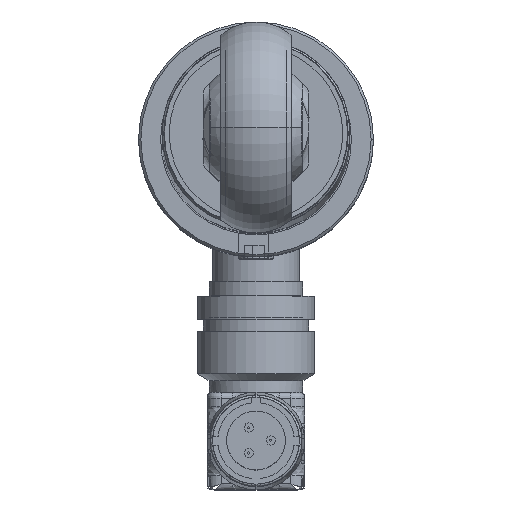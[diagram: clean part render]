
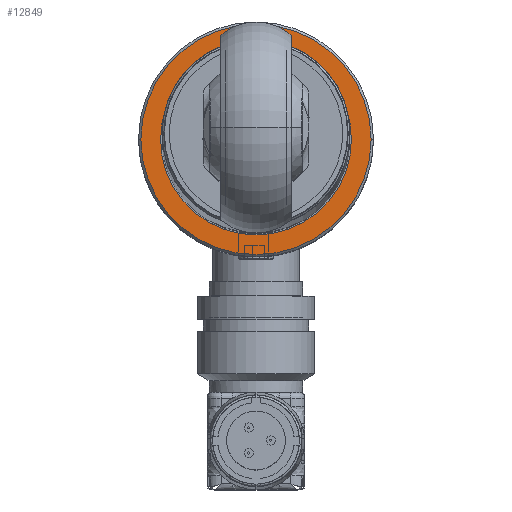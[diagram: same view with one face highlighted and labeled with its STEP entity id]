
A CAD part, top view. The second image highlights one B-rep face of the part: STEP entity #12849.
In plain terms, the highlighted planar face has unit normal (0, 0, 1).
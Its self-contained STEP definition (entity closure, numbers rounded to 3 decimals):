
#4139 = CARTESIAN_POINT ( 'NONE',  ( -8.125, 0., -292.2 ) ) ;
#4149 = CARTESIAN_POINT ( 'NONE',  ( -9.8, 0., -292.2 ) ) ;
#4178 = CARTESIAN_POINT ( 'NONE',  ( 8.125, 0., -292.2 ) ) ;
#4229 = CARTESIAN_POINT ( 'NONE',  ( 9.8, 0., -292.2 ) ) ;
#4412 = DIRECTION ( 'NONE',  ( 0., 0., 1. ) ) ;
#4414 = CARTESIAN_POINT ( 'NONE',  ( 0., 0., -292.2 ) ) ;
#4420 = CIRCLE ( 'NONE', #4463, 9.8 ) ;
#4451 = DIRECTION ( 'NONE',  ( -1., 0., 0. ) ) ;
#4463 = AXIS2_PLACEMENT_3D ( 'NONE', #4414, #4412, #4451 ) ;
#5063 = AXIS2_PLACEMENT_3D ( 'NONE', #5103, #5140, #5139 ) ;
#5089 = CIRCLE ( 'NONE', #5063, 8.125 ) ;
#5103 = CARTESIAN_POINT ( 'NONE',  ( 0., 0., -292.2 ) ) ;
#5139 = DIRECTION ( 'NONE',  ( -1., 0., 0. ) ) ;
#5140 = DIRECTION ( 'NONE',  ( 0., 0., 1. ) ) ;
#5144 = FACE_OUTER_BOUND ( 'NONE', #12650, .T. ) ;
#5179 = PLANE ( 'NONE',  #5182 ) ;
#5182 = AXIS2_PLACEMENT_3D ( 'NONE', #5221, #5219, #5218 ) ;
#5190 = FACE_BOUND ( 'NONE', #12873, .T. ) ;
#5218 = DIRECTION ( 'NONE',  ( -1., 0., 0. ) ) ;
#5219 = DIRECTION ( 'NONE',  ( 0., 0., 1. ) ) ;
#5221 = CARTESIAN_POINT ( 'NONE',  ( 0., 0., -292.2 ) ) ;
#5265 = DIRECTION ( 'NONE',  ( -1., 0., 0. ) ) ;
#5266 = DIRECTION ( 'NONE',  ( 0., 0., 1. ) ) ;
#5267 = CARTESIAN_POINT ( 'NONE',  ( 0., 0., -292.2 ) ) ;
#5283 = AXIS2_PLACEMENT_3D ( 'NONE', #5267, #5266, #5265 ) ;
#5291 = CIRCLE ( 'NONE', #5283, 9.8 ) ;
#5564 = CIRCLE ( 'NONE', #5589, 8.125 ) ;
#5589 = AXIS2_PLACEMENT_3D ( 'NONE', #5632, #5631, #5630 ) ;
#5630 = DIRECTION ( 'NONE',  ( -1., 0., 0. ) ) ;
#5631 = DIRECTION ( 'NONE',  ( 0., 0., 1. ) ) ;
#5632 = CARTESIAN_POINT ( 'NONE',  ( 0., 0., -292.2 ) ) ;
#12563 = VERTEX_POINT ( 'NONE', #4149 ) ;
#12579 = VERTEX_POINT ( 'NONE', #4139 ) ;
#12587 = VERTEX_POINT ( 'NONE', #4178 ) ;
#12623 = VERTEX_POINT ( 'NONE', #4229 ) ;
#12650 = EDGE_LOOP ( 'NONE', ( #12825, #12850 ) ) ;
#12677 = EDGE_CURVE ( 'NONE', #12563, #12623, #4420, .T. ) ;
#12825 = ORIENTED_EDGE ( 'NONE', *, *, #12875, .T. ) ;
#12837 = ORIENTED_EDGE ( 'NONE', *, *, #12838, .F. ) ;
#12838 = EDGE_CURVE ( 'NONE', #12579, #12587, #5089, .T. ) ;
#12849 = ADVANCED_FACE ( 'NONE', ( #5144, #5190 ), #5179, .T. ) ;
#12850 = ORIENTED_EDGE ( 'NONE', *, *, #12677, .T. ) ;
#12873 = EDGE_LOOP ( 'NONE', ( #12837, #13096 ) ) ;
#12875 = EDGE_CURVE ( 'NONE', #12623, #12563, #5291, .T. ) ;
#12982 = EDGE_CURVE ( 'NONE', #12587, #12579, #5564, .T. ) ;
#13096 = ORIENTED_EDGE ( 'NONE', *, *, #12982, .F. ) ;
